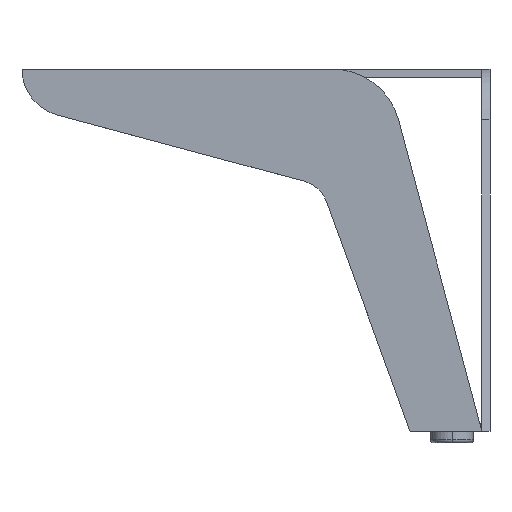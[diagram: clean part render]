
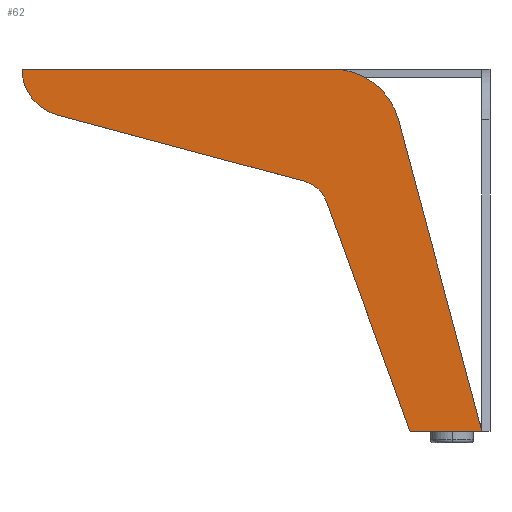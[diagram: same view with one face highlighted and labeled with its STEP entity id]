
A CAD part, top view. The second image highlights one B-rep face of the part: STEP entity #62.
In plain terms, the highlighted planar face has unit normal (0, 0, 1).
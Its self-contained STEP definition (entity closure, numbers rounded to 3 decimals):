
#31 = CARTESIAN_POINT ( 'NONE',  ( -54.072, -46.126, 2.8 ) ) ;
#45 = VERTEX_POINT ( 'NONE', #1116 ) ;
#49 = VECTOR ( 'NONE', #479, 1000. ) ;
#62 = ADVANCED_FACE ( 'NONE', ( #735 ), #752, .T. ) ;
#72 = DIRECTION ( 'NONE',  ( 1., 0., 0. ) ) ;
#110 = CARTESIAN_POINT ( 'NONE',  ( -25., -126., 2.8 ) ) ;
#116 = DIRECTION ( 'NONE',  ( -1., 0., 0. ) ) ;
#136 = LINE ( 'NONE', #270, #776 ) ;
#158 = EDGE_CURVE ( 'NONE', #952, #455, #1462, .T. ) ;
#183 = EDGE_CURVE ( 'NONE', #1319, #1367, #136, .T. ) ;
#228 = DIRECTION ( 'NONE',  ( 0.966, -0.259, 0. ) ) ;
#245 = ORIENTED_EDGE ( 'NONE', *, *, #1887, .T. ) ;
#270 = CARTESIAN_POINT ( 'NONE',  ( 0., -126., 2.8 ) ) ;
#276 = DIRECTION ( 'NONE',  ( 0., 0., -1. ) ) ;
#282 = CARTESIAN_POINT ( 'NONE',  ( -52., -23.769, 2.8 ) ) ;
#400 = LINE ( 'NONE', #31, #991 ) ;
#430 = CARTESIAN_POINT ( 'NONE',  ( -64.784, -50.025, 2.8 ) ) ;
#447 = CARTESIAN_POINT ( 'NONE',  ( -143.436, 0., 2.8 ) ) ;
#448 = CARTESIAN_POINT ( 'NONE',  ( -54.072, -46.126, 2.8 ) ) ;
#455 = VERTEX_POINT ( 'NONE', #541 ) ;
#479 = DIRECTION ( 'NONE',  ( 1., 0., 0. ) ) ;
#489 = CARTESIAN_POINT ( 'NONE',  ( -29.041, -17.617, 2.8 ) ) ;
#541 = CARTESIAN_POINT ( 'NONE',  ( -147.723, -16., 2.8 ) ) ;
#640 = DIRECTION ( 'NONE',  ( 1., 0., 0. ) ) ;
#672 = AXIS2_PLACEMENT_3D ( 'NONE', #447, #1830, #815 ) ;
#735 = FACE_OUTER_BOUND ( 'NONE', #1027, .T. ) ;
#752 = PLANE ( 'NONE',  #1574 ) ;
#759 = VERTEX_POINT ( 'NONE', #1863 ) ;
#776 = VECTOR ( 'NONE', #1658, 1000. ) ;
#815 = DIRECTION ( 'NONE',  ( 1., 0., 0. ) ) ;
#857 = CARTESIAN_POINT ( 'NONE',  ( -52., 0., 2.8 ) ) ;
#904 = ORIENTED_EDGE ( 'NONE', *, *, #1503, .T. ) ;
#927 = EDGE_CURVE ( 'NONE', #455, #759, #2109, .T. ) ;
#931 = DIRECTION ( 'NONE',  ( 0., 0., 1. ) ) ;
#952 = VERTEX_POINT ( 'NONE', #1440 ) ;
#991 = VECTOR ( 'NONE', #1589, 1000. ) ;
#1027 = EDGE_LOOP ( 'NONE', ( #1612, #1639, #1532, #1349, #1526, #1861, #245, #904 ) ) ;
#1085 = VECTOR ( 'NONE', #2049, 1000. ) ;
#1112 = CARTESIAN_POINT ( 'NONE',  ( -52., -23.769, 2.8 ) ) ;
#1116 = CARTESIAN_POINT ( 'NONE',  ( -52., 0., 2.8 ) ) ;
#1124 = CIRCLE ( 'NONE', #1188, 11.399 ) ;
#1160 = LINE ( 'NONE', #110, #49 ) ;
#1188 = AXIS2_PLACEMENT_3D ( 'NONE', #430, #276, #116 ) ;
#1207 = LINE ( 'NONE', #857, #1085 ) ;
#1265 = EDGE_CURVE ( 'NONE', #1581, #1319, #1160, .T. ) ;
#1292 = CARTESIAN_POINT ( 'NONE',  ( -147.723, -16., 2.8 ) ) ;
#1319 = VERTEX_POINT ( 'NONE', #1995 ) ;
#1323 = VERTEX_POINT ( 'NONE', #448 ) ;
#1349 = ORIENTED_EDGE ( 'NONE', *, *, #1991, .T. ) ;
#1367 = VERTEX_POINT ( 'NONE', #489 ) ;
#1440 = CARTESIAN_POINT ( 'NONE',  ( -160., 0., 2.8 ) ) ;
#1462 = CIRCLE ( 'NONE', #672, 16.564 ) ;
#1503 = EDGE_CURVE ( 'NONE', #1323, #1581, #400, .T. ) ;
#1526 = ORIENTED_EDGE ( 'NONE', *, *, #158, .T. ) ;
#1532 = ORIENTED_EDGE ( 'NONE', *, *, #1555, .T. ) ;
#1555 = EDGE_CURVE ( 'NONE', #1367, #45, #2096, .T. ) ;
#1574 = AXIS2_PLACEMENT_3D ( 'NONE', #1112, #931, #640 ) ;
#1581 = VERTEX_POINT ( 'NONE', #1686 ) ;
#1589 = DIRECTION ( 'NONE',  ( 0.342, -0.94, 0. ) ) ;
#1612 = ORIENTED_EDGE ( 'NONE', *, *, #1265, .T. ) ;
#1639 = ORIENTED_EDGE ( 'NONE', *, *, #183, .T. ) ;
#1658 = DIRECTION ( 'NONE',  ( -0.259, 0.966, 0. ) ) ;
#1686 = CARTESIAN_POINT ( 'NONE',  ( -25., -126., 2.8 ) ) ;
#1762 = VECTOR ( 'NONE', #228, 1000. ) ;
#1784 = DIRECTION ( 'NONE',  ( 0., 0., 1. ) ) ;
#1830 = DIRECTION ( 'NONE',  ( 0., 0., 1. ) ) ;
#1861 = ORIENTED_EDGE ( 'NONE', *, *, #927, .T. ) ;
#1863 = CARTESIAN_POINT ( 'NONE',  ( -61.833, -39.014, 2.8 ) ) ;
#1887 = EDGE_CURVE ( 'NONE', #759, #1323, #1124, .T. ) ;
#1991 = EDGE_CURVE ( 'NONE', #45, #952, #1207, .T. ) ;
#1995 = CARTESIAN_POINT ( 'NONE',  ( 0., -126., 2.8 ) ) ;
#2049 = DIRECTION ( 'NONE',  ( -1., 0., 0. ) ) ;
#2096 = CIRCLE ( 'NONE', #2131, 23.769 ) ;
#2109 = LINE ( 'NONE', #1292, #1762 ) ;
#2131 = AXIS2_PLACEMENT_3D ( 'NONE', #282, #1784, #72 ) ;
